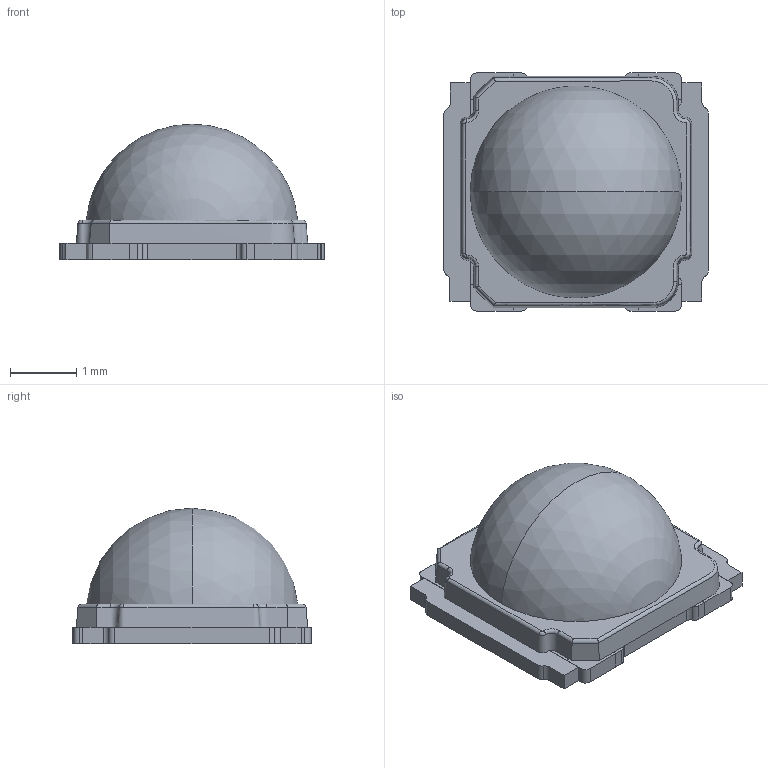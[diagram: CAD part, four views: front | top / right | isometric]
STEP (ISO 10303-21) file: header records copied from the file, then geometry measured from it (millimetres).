
FILE_DESCRIPTION (( 'STEP AP214' ), '1' );
FILE_NAME ('NFx585AR.STEP', '2018-05-30T01:44:47', ( '' ), ( '' ), 'SwSTEP 2.0', 'SolidWorks 2013', '' );
FILE_SCHEMA (( 'AUTOMOTIVE_DESIGN' ));
Length unit declared in the file: millimetre
Products named in the file (4): 1; 4; NFx585AR; 2
Assembly tree (3 placements, depth 2):
  NFx585AR
    1
    2
    4
Bounding box: 4 x 3.6 x 2.05 mm (x, y, z)
Volume: 14.8 mm3; surface area: 74.4 mm2
Topology: 4 solids, 4 shells, 261 faces, 762 edges, 510 vertices
Faces by surface type: plane 177, cylinder 70, bspline 12, sphere 2
Entity records: 9674 total; most frequent: CARTESIAN_POINT 2526, ORIENTED_EDGE 1524, DIRECTION 1403, EDGE_CURVE 762, LINE 579, VECTOR 579, VERTEX_POINT 510, AXIS2_PLACEMENT_3D 412
